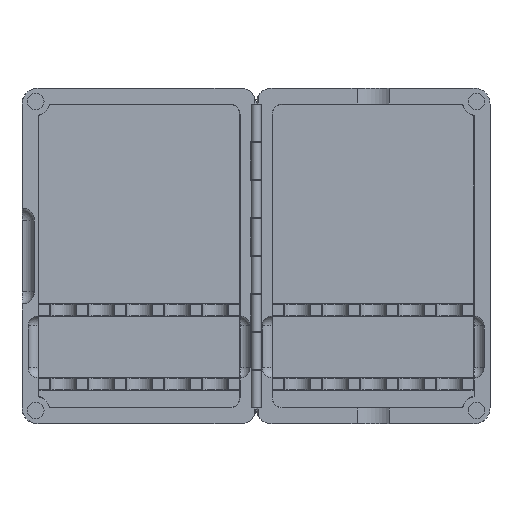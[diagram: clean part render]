
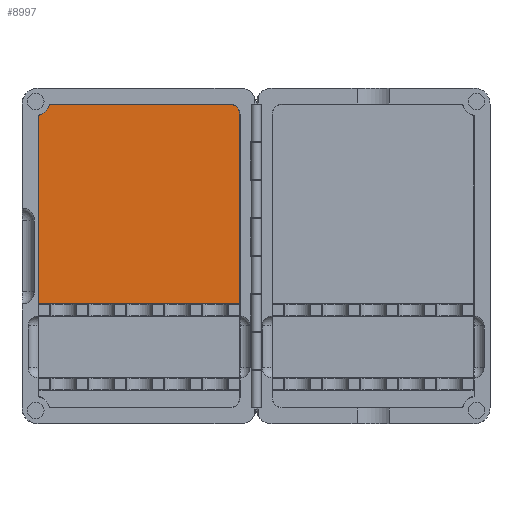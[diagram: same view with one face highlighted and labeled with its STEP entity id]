
A CAD part, top view. The second image highlights one B-rep face of the part: STEP entity #8997.
In plain terms, the highlighted face is planar.
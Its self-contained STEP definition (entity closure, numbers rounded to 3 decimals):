
#562=FACE_OUTER_BOUND('',#1164,.T.);
#1164=EDGE_LOOP('',(#6816,#6817,#6818,#6819,#6820,#6821));
#1842=LINE('',#13862,#2813);
#1845=LINE('',#13866,#2816);
#1853=LINE('',#13889,#2824);
#1856=LINE('',#13898,#2827);
#2813=VECTOR('',#10954,10.);
#2816=VECTOR('',#10959,10.);
#2824=VECTOR('',#10981,10.);
#2827=VECTOR('',#10992,10.);
#3509=CIRCLE('',#9556,3.6);
#3515=CIRCLE('',#9587,2.4);
#3937=VERTEX_POINT('',#13750);
#3938=VERTEX_POINT('',#13751);
#3941=VERTEX_POINT('',#13765);
#3951=VERTEX_POINT('',#13790);
#3971=VERTEX_POINT('',#13887);
#3973=VERTEX_POINT('',#13893);
#4772=EDGE_CURVE('',#3937,#3938,#3509,.T.);
#4820=EDGE_CURVE('',#3941,#3951,#1842,.T.);
#4823=EDGE_CURVE('',#3951,#3937,#1845,.T.);
#4834=EDGE_CURVE('',#3971,#3941,#1853,.T.);
#4837=EDGE_CURVE('',#3973,#3971,#3515,.T.);
#4839=EDGE_CURVE('',#3938,#3973,#1856,.T.);
#6816=ORIENTED_EDGE('',*,*,#4820,.F.);
#6817=ORIENTED_EDGE('',*,*,#4834,.F.);
#6818=ORIENTED_EDGE('',*,*,#4837,.F.);
#6819=ORIENTED_EDGE('',*,*,#4839,.F.);
#6820=ORIENTED_EDGE('',*,*,#4772,.F.);
#6821=ORIENTED_EDGE('',*,*,#4823,.F.);
#8499=PLANE('',#9708);
#8997=ADVANCED_FACE('',(#562),#8499,.T.);
#9556=AXIS2_PLACEMENT_3D('',#13752,#10871,#10872);
#9587=AXIS2_PLACEMENT_3D('',#13895,#10986,#10987);
#9708=AXIS2_PLACEMENT_3D('',#14246,#11351,#11352);
#10871=DIRECTION('center_axis',(0.,0.,1.));
#10872=DIRECTION('ref_axis',(1.,0.,0.));
#10954=DIRECTION('',(-1.,0.,0.));
#10959=DIRECTION('',(0.,1.,0.));
#10981=DIRECTION('',(0.,-1.,0.));
#10986=DIRECTION('center_axis',(0.,0.,-1.));
#10987=DIRECTION('ref_axis',(0.707,0.707,0.));
#10992=DIRECTION('',(1.,0.,0.));
#11351=DIRECTION('center_axis',(0.,0.,1.));
#11352=DIRECTION('ref_axis',(1.,0.,0.));
#13750=CARTESIAN_POINT('',(4.1,77.113,-8.));
#13751=CARTESIAN_POINT('',(6.887,79.9,-8.));
#13752=CARTESIAN_POINT('Origin',(3.364,80.636,-8.));
#13765=CARTESIAN_POINT('',(54.4,30.1,-8.));
#13790=CARTESIAN_POINT('',(4.1,30.1,-8.));
#13862=CARTESIAN_POINT('',(29.25,30.1,-8.));
#13866=CARTESIAN_POINT('',(4.1,23.,-8.));
#13887=CARTESIAN_POINT('',(54.4,77.5,-8.));
#13889=CARTESIAN_POINT('',(54.4,61.,-8.));
#13893=CARTESIAN_POINT('',(52.,79.9,-8.));
#13895=CARTESIAN_POINT('Origin',(52.,77.5,-8.));
#13898=CARTESIAN_POINT('',(16.625,79.9,-8.));
#14246=CARTESIAN_POINT('Origin',(29.25,42.,-8.));
